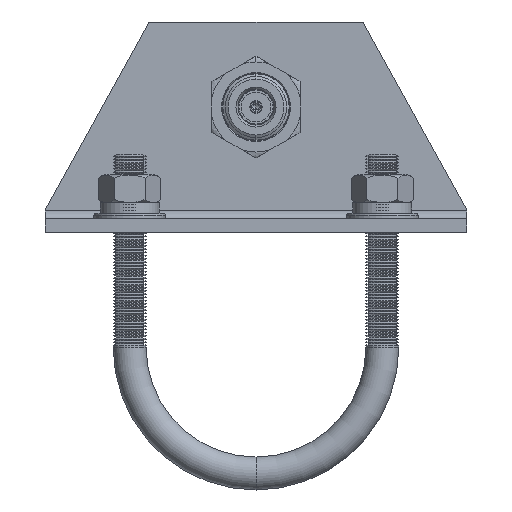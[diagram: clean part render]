
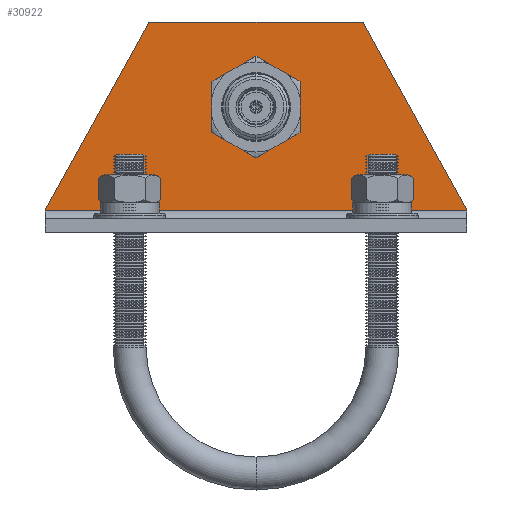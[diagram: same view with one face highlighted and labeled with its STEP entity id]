
A CAD part, front view. The second image highlights one B-rep face of the part: STEP entity #30922.
In plain terms, the highlighted face is planar.
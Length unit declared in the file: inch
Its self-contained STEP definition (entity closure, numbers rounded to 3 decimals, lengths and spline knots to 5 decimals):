
#70 = FACE_BOUND ( 'NONE', #31481, .T. ) ;
#1422 = PLANE ( 'NONE',  #9581 ) ;
#1799 = VERTEX_POINT ( 'NONE', #4497 ) ;
#2236 = EDGE_CURVE ( 'NONE', #2478, #22538, #22608, .T. ) ;
#2388 = ORIENTED_EDGE ( 'NONE', *, *, #25406, .F. ) ;
#2478 = VERTEX_POINT ( 'NONE', #11444 ) ;
#2723 = CARTESIAN_POINT ( 'NONE',  ( -0.127, 1.9685, -0.2 ) ) ;
#3045 = CARTESIAN_POINT ( 'NONE',  ( -0.127, -1.9685, -0.21177 ) ) ;
#3139 = CARTESIAN_POINT ( 'NONE',  ( -0.127, -1., -1.965 ) ) ;
#4497 = CARTESIAN_POINT ( 'NONE',  ( -0.127, -1., -1.965 ) ) ;
#4807 = CARTESIAN_POINT ( 'NONE',  ( -0.127, 0., -1.1705 ) ) ;
#5163 = VECTOR ( 'NONE', #29509, 39.37008 ) ;
#6402 = CARTESIAN_POINT ( 'NONE',  ( -0.127, 1.9685, -1.965 ) ) ;
#6428 = CARTESIAN_POINT ( 'NONE',  ( -0.127, 1., -1.965 ) ) ;
#6900 = LINE ( 'NONE', #10254, #13362 ) ;
#7042 = CIRCLE ( 'NONE', #10241, 0.3225 ) ;
#7155 = CARTESIAN_POINT ( 'NONE',  ( -0.127, 0., -0.848 ) ) ;
#7231 = DIRECTION ( 'NONE',  ( 0., 0., -1. ) ) ;
#8134 = EDGE_CURVE ( 'NONE', #22538, #24872, #31187, .T. ) ;
#8850 = DIRECTION ( 'NONE',  ( 0., 0., -1. ) ) ;
#9132 = CARTESIAN_POINT ( 'NONE',  ( -0.127, 0., -1.1705 ) ) ;
#9581 = AXIS2_PLACEMENT_3D ( 'NONE', #6402, #23391, #8850 ) ;
#9702 = VECTOR ( 'NONE', #24778, 39.37008 ) ;
#10241 = AXIS2_PLACEMENT_3D ( 'NONE', #9132, #26079, #11545 ) ;
#10254 = CARTESIAN_POINT ( 'NONE',  ( -0.127, 1.9685, -1.965 ) ) ;
#10437 = VERTEX_POINT ( 'NONE', #3045 ) ;
#10830 = ORIENTED_EDGE ( 'NONE', *, *, #8134, .F. ) ;
#11444 = CARTESIAN_POINT ( 'NONE',  ( -0.127, 1.9685, -0.21177 ) ) ;
#11488 = VERTEX_POINT ( 'NONE', #11550 ) ;
#11545 = DIRECTION ( 'NONE',  ( 0., 0., -1. ) ) ;
#11550 = CARTESIAN_POINT ( 'NONE',  ( -0.127, 1., -1.965 ) ) ;
#11811 = EDGE_CURVE ( 'NONE', #15043, #29138, #7042, .T. ) ;
#12512 = CARTESIAN_POINT ( 'NONE',  ( -0.127, -1.9685, -1.965 ) ) ;
#12534 = ORIENTED_EDGE ( 'NONE', *, *, #11811, .F. ) ;
#12539 = VECTOR ( 'NONE', #19746, 39.37008 ) ;
#13362 = VECTOR ( 'NONE', #24736, 39.37008 ) ;
#15043 = VERTEX_POINT ( 'NONE', #7155 ) ;
#15507 = ORIENTED_EDGE ( 'NONE', *, *, #2236, .F. ) ;
#15535 = EDGE_CURVE ( 'NONE', #29138, #15043, #28594, .T. ) ;
#18123 = LINE ( 'NONE', #12512, #5163 ) ;
#19139 = ORIENTED_EDGE ( 'NONE', *, *, #15535, .F. ) ;
#19746 = DIRECTION ( 'NONE',  ( 0., -1., 0. ) ) ;
#19837 = LINE ( 'NONE', #6428, #26247 ) ;
#20043 = ORIENTED_EDGE ( 'NONE', *, *, #24216, .T. ) ;
#20156 = DIRECTION ( 'NONE',  ( 0., 0.484, -0.875 ) ) ;
#20751 = EDGE_CURVE ( 'NONE', #11488, #2478, #19837, .T. ) ;
#20872 = DIRECTION ( 'NONE',  ( 0., 0.484, 0.875 ) ) ;
#20894 = ORIENTED_EDGE ( 'NONE', *, *, #27649, .T. ) ;
#21786 = DIRECTION ( 'NONE',  ( -1., 0., 0. ) ) ;
#22014 = LINE ( 'NONE', #3139, #27680 ) ;
#22538 = VERTEX_POINT ( 'NONE', #29701 ) ;
#22608 = LINE ( 'NONE', #27439, #9702 ) ;
#23097 = ORIENTED_EDGE ( 'NONE', *, *, #20751, .F. ) ;
#23391 = DIRECTION ( 'NONE',  ( 1., 0., 0. ) ) ;
#24216 = EDGE_CURVE ( 'NONE', #11488, #1799, #6900, .T. ) ;
#24338 = FACE_OUTER_BOUND ( 'NONE', #29445, .T. ) ;
#24736 = DIRECTION ( 'NONE',  ( 0., -1., 0. ) ) ;
#24778 = DIRECTION ( 'NONE',  ( 0., 0., 1. ) ) ;
#24872 = VERTEX_POINT ( 'NONE', #27467 ) ;
#25406 = EDGE_CURVE ( 'NONE', #10437, #1799, #22014, .T. ) ;
#26079 = DIRECTION ( 'NONE',  ( -1., 0., 0. ) ) ;
#26247 = VECTOR ( 'NONE', #20872, 39.37008 ) ;
#27439 = CARTESIAN_POINT ( 'NONE',  ( -0.127, 1.9685, -1.965 ) ) ;
#27467 = CARTESIAN_POINT ( 'NONE',  ( -0.127, -1.9685, -0.2 ) ) ;
#27649 = EDGE_CURVE ( 'NONE', #10437, #24872, #18123, .T. ) ;
#27680 = VECTOR ( 'NONE', #20156, 39.37008 ) ;
#28594 = CIRCLE ( 'NONE', #29689, 0.3225 ) ;
#29138 = VERTEX_POINT ( 'NONE', #30426 ) ;
#29445 = EDGE_LOOP ( 'NONE', ( #20043, #2388, #20894, #10830, #15507, #23097 ) ) ;
#29509 = DIRECTION ( 'NONE',  ( 0., 0., 1. ) ) ;
#29689 = AXIS2_PLACEMENT_3D ( 'NONE', #4807, #21786, #7231 ) ;
#29701 = CARTESIAN_POINT ( 'NONE',  ( -0.127, 1.9685, -0.2 ) ) ;
#30426 = CARTESIAN_POINT ( 'NONE',  ( -0.127, 0., -1.493 ) ) ;
#30922 = ADVANCED_FACE ( 'NONE', ( #70, #24338 ), #1422, .F. ) ;
#31187 = LINE ( 'NONE', #2723, #12539 ) ;
#31481 = EDGE_LOOP ( 'NONE', ( #19139, #12534 ) ) ;
